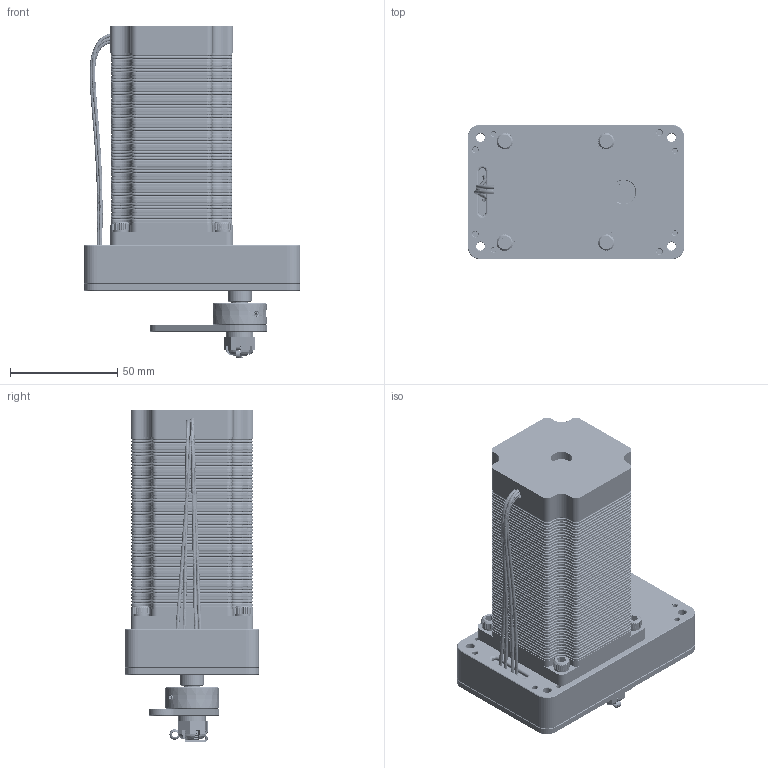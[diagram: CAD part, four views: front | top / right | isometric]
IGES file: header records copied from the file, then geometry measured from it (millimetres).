
Start section: SolidWorks IGES file using analytic representation for surfaces
Global section: file name: Servo Large.IGS; native system: SolidWorks 2011; preprocessor: SolidWorks 2011; author: dweber; date: 110428.125135; units: inch
Bounding box: 100.99 x 62.64 x 154.54 mm (x, y, z)
Surface area: 103852.5 mm2 (no closed solid volume)
Topology: 0 solids, 0 shells, 5654 faces, 45852 edges, 45841 vertices
Faces by surface type: revolution 3221, bspline 2433
